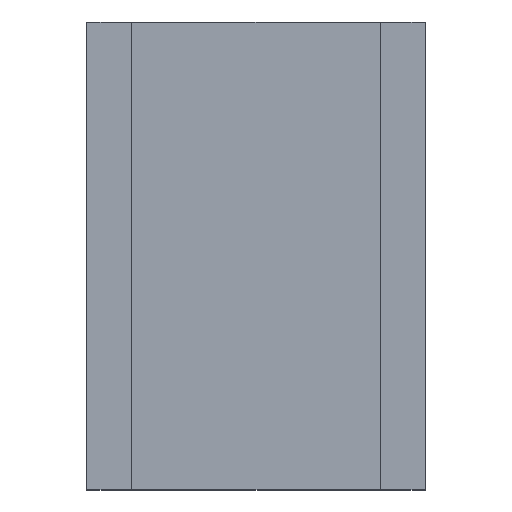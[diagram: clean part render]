
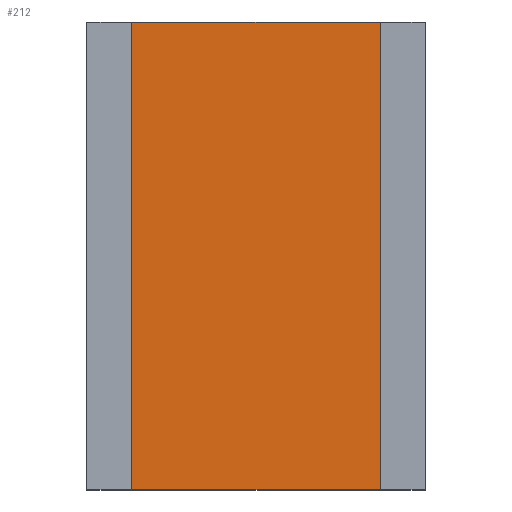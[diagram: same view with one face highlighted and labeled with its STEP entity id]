
A CAD part, top view. The second image highlights one B-rep face of the part: STEP entity #212.
In plain terms, the highlighted planar face has unit normal (0, 0, 1).
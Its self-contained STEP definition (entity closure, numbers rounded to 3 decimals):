
#72=CARTESIAN_POINT('',(1.25,2.35,0.65));
#73=VERTEX_POINT('',#72);
#80=CARTESIAN_POINT('',(1.25,-2.35,0.65));
#81=VERTEX_POINT('',#80);
#82=CARTESIAN_POINT('',(1.25,2.35,0.65));
#83=DIRECTION('',(0.0,-1.0,0.0));
#84=VECTOR('',#83,4.7);
#85=LINE('',#82,#84);
#86=EDGE_CURVE('',#73,#81,#85,.T.);
#110=CARTESIAN_POINT('',(-1.25,-2.35,0.65));
#111=VERTEX_POINT('',#110);
#112=CARTESIAN_POINT('',(1.25,-2.35,0.65));
#113=DIRECTION('',(-1.0,0.0,0.0));
#114=VECTOR('',#113,2.5);
#115=LINE('',#112,#114);
#116=EDGE_CURVE('',#81,#111,#115,.T.);
#141=CARTESIAN_POINT('',(-1.25,2.35,0.65));
#142=VERTEX_POINT('',#141);
#158=CARTESIAN_POINT('',(-1.25,-2.35,0.65));
#159=DIRECTION('',(0.0,1.0,0.0));
#160=VECTOR('',#159,4.7);
#161=LINE('',#158,#160);
#162=EDGE_CURVE('',#111,#142,#161,.T.);
#179=CARTESIAN_POINT('',(1.25,2.35,0.65));
#180=DIRECTION('',(-1.0,0.0,0.0));
#181=VECTOR('',#180,2.5);
#182=LINE('',#179,#181);
#183=EDGE_CURVE('',#73,#142,#182,.T.);
#201=CARTESIAN_POINT('',(0.,0.,0.65));
#202=DIRECTION('',(0.0,0.0,-1.0));
#203=DIRECTION('',(-1.0,0.0,0.0));
#204=AXIS2_PLACEMENT_3D('',#201,#202,#203);
#205=PLANE('',#204);
#206=ORIENTED_EDGE('',*,*,#183,.T.);
#207=ORIENTED_EDGE('',*,*,#162,.F.);
#208=ORIENTED_EDGE('',*,*,#116,.F.);
#209=ORIENTED_EDGE('',*,*,#86,.F.);
#210=EDGE_LOOP('',(#206,#207,#208,#209));
#211=FACE_OUTER_BOUND('',#210,.T.);
#212=ADVANCED_FACE('',(#211),#205,.F.);
